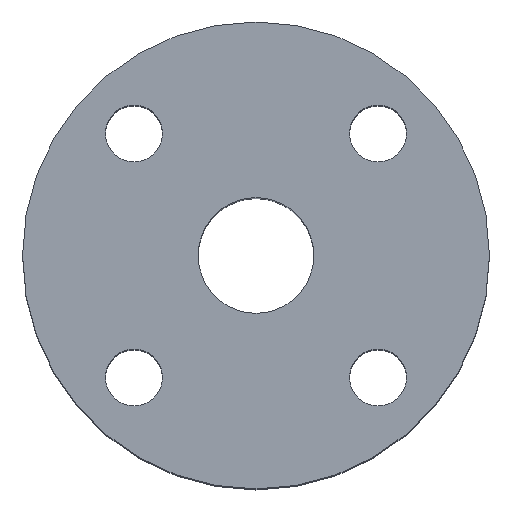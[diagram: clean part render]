
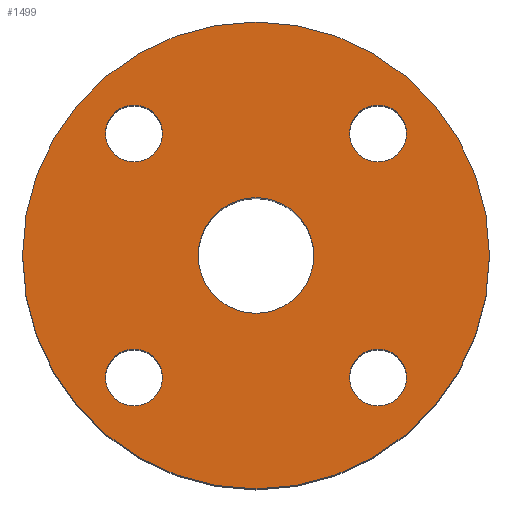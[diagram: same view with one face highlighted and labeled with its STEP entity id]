
A CAD part, top view. The second image highlights one B-rep face of the part: STEP entity #1499.
In plain terms, the highlighted planar face has unit normal (0, 0, 1).
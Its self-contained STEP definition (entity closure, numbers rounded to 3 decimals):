
#250 = AXIS2_PLACEMENT_3D ( 'NONE', #11243, #20600, #23749 ) ;
#507 = DIRECTION ( 'NONE',  ( 0., 0., 1. ) ) ;
#753 = ORIENTED_EDGE ( 'NONE', *, *, #8746, .F. ) ;
#1499 = ADVANCED_FACE ( 'NONE', ( #8837, #2216, #22722, #9439, #9140, #15937 ), #2067, .F. ) ;
#1514 = EDGE_CURVE ( 'NONE', #14140, #7062, #4080, .T. ) ;
#1673 = CIRCLE ( 'NONE', #10814, 7. ) ;
#1680 = ORIENTED_EDGE ( 'NONE', *, *, #23066, .F. ) ;
#1962 = CARTESIAN_POINT ( 'NONE',  ( 0., 0., 0. ) ) ;
#1971 = DIRECTION ( 'NONE',  ( 0., 0., 1. ) ) ;
#2022 = AXIS2_PLACEMENT_3D ( 'NONE', #28213, #11789, #18582 ) ;
#2067 = PLANE ( 'NONE',  #250 ) ;
#2162 = EDGE_LOOP ( 'NONE', ( #6391, #753 ) ) ;
#2216 = FACE_BOUND ( 'NONE', #24079, .T. ) ;
#2606 = VERTEX_POINT ( 'NONE', #14666 ) ;
#3186 = VERTEX_POINT ( 'NONE', #21977 ) ;
#3377 = DIRECTION ( 'NONE',  ( 0., 0., 1. ) ) ;
#4080 = CIRCLE ( 'NONE', #20950, 7. ) ;
#4262 = VERTEX_POINT ( 'NONE', #7027 ) ;
#4619 = EDGE_CURVE ( 'NONE', #3186, #22595, #14306, .T. ) ;
#4712 = ORIENTED_EDGE ( 'NONE', *, *, #5769, .F. ) ;
#4799 = DIRECTION ( 'NONE',  ( 0., 0., 1. ) ) ;
#5377 = CIRCLE ( 'NONE', #2022, 7. ) ;
#5561 = AXIS2_PLACEMENT_3D ( 'NONE', #1962, #4799, #6778 ) ;
#5685 = AXIS2_PLACEMENT_3D ( 'NONE', #17014, #7368, #11897 ) ;
#5769 = EDGE_CURVE ( 'NONE', #4262, #7248, #12038, .T. ) ;
#6328 = DIRECTION ( 'NONE',  ( 0., 0., 1. ) ) ;
#6391 = ORIENTED_EDGE ( 'NONE', *, *, #12581, .F. ) ;
#6529 = AXIS2_PLACEMENT_3D ( 'NONE', #16216, #20442, #23006 ) ;
#6539 = CARTESIAN_POINT ( 'NONE',  ( -30.052, 30.052, 0. ) ) ;
#6778 = DIRECTION ( 'NONE',  ( 1., 0., 0. ) ) ;
#6992 = CIRCLE ( 'NONE', #8932, 57.5 ) ;
#7027 = CARTESIAN_POINT ( 'NONE',  ( -37.052, 30.052, 0. ) ) ;
#7062 = VERTEX_POINT ( 'NONE', #24100 ) ;
#7135 = VERTEX_POINT ( 'NONE', #29348 ) ;
#7248 = VERTEX_POINT ( 'NONE', #18504 ) ;
#7368 = DIRECTION ( 'NONE',  ( 0., 0., 1. ) ) ;
#7749 = ORIENTED_EDGE ( 'NONE', *, *, #4619, .T. ) ;
#8462 = CIRCLE ( 'NONE', #5561, 14.25 ) ;
#8740 = CARTESIAN_POINT ( 'NONE',  ( -30.052, 30.052, 0. ) ) ;
#8746 = EDGE_CURVE ( 'NONE', #15144, #18173, #5377, .T. ) ;
#8837 = FACE_BOUND ( 'NONE', #24867, .T. ) ;
#8932 = AXIS2_PLACEMENT_3D ( 'NONE', #10021, #3377, #14847 ) ;
#9140 = FACE_BOUND ( 'NONE', #27181, .T. ) ;
#9169 = AXIS2_PLACEMENT_3D ( 'NONE', #8740, #1971, #26989 ) ;
#9439 = FACE_BOUND ( 'NONE', #2162, .T. ) ;
#9728 = CARTESIAN_POINT ( 'NONE',  ( -14.25, 0., 0. ) ) ;
#9848 = CARTESIAN_POINT ( 'NONE',  ( 37.052, 30.052, 0. ) ) ;
#10021 = CARTESIAN_POINT ( 'NONE',  ( 0., 0., 0. ) ) ;
#10266 = ORIENTED_EDGE ( 'NONE', *, *, #26434, .F. ) ;
#10814 = AXIS2_PLACEMENT_3D ( 'NONE', #18829, #11891, #12175 ) ;
#11243 = CARTESIAN_POINT ( 'NONE',  ( 0., 14.25, 0. ) ) ;
#11314 = CIRCLE ( 'NONE', #29096, 14.25 ) ;
#11533 = AXIS2_PLACEMENT_3D ( 'NONE', #19462, #19760, #19902 ) ;
#11789 = DIRECTION ( 'NONE',  ( 0., 0., 1. ) ) ;
#11891 = DIRECTION ( 'NONE',  ( 0., 0., 1. ) ) ;
#11897 = DIRECTION ( 'NONE',  ( 1., 0., 0. ) ) ;
#11950 = CARTESIAN_POINT ( 'NONE',  ( 0., 0., 0. ) ) ;
#12038 = CIRCLE ( 'NONE', #9169, 7. ) ;
#12175 = DIRECTION ( 'NONE',  ( 0., -1., 0. ) ) ;
#12335 = ORIENTED_EDGE ( 'NONE', *, *, #27516, .F. ) ;
#12581 = EDGE_CURVE ( 'NONE', #18173, #15144, #19660, .T. ) ;
#13870 = ORIENTED_EDGE ( 'NONE', *, *, #29007, .F. ) ;
#13927 = ORIENTED_EDGE ( 'NONE', *, *, #26573, .F. ) ;
#14140 = VERTEX_POINT ( 'NONE', #28797 ) ;
#14306 = CIRCLE ( 'NONE', #25885, 57.5 ) ;
#14666 = CARTESIAN_POINT ( 'NONE',  ( -37.052, -30.052, 0. ) ) ;
#14733 = EDGE_LOOP ( 'NONE', ( #7749, #28322 ) ) ;
#14847 = DIRECTION ( 'NONE',  ( 1., 0., 0. ) ) ;
#15144 = VERTEX_POINT ( 'NONE', #28800 ) ;
#15865 = EDGE_CURVE ( 'NONE', #7248, #4262, #27924, .T. ) ;
#15937 = FACE_OUTER_BOUND ( 'NONE', #14733, .T. ) ;
#15998 = ORIENTED_EDGE ( 'NONE', *, *, #15865, .F. ) ;
#16032 = DIRECTION ( 'NONE',  ( 0., 0., 1. ) ) ;
#16216 = CARTESIAN_POINT ( 'NONE',  ( -30.052, -30.052, 0. ) ) ;
#16394 = CARTESIAN_POINT ( 'NONE',  ( -57.5, 0., 0. ) ) ;
#17014 = CARTESIAN_POINT ( 'NONE',  ( 30.052, 30.052, 0. ) ) ;
#17483 = CARTESIAN_POINT ( 'NONE',  ( 0., 0., 0. ) ) ;
#17790 = CIRCLE ( 'NONE', #11533, 7. ) ;
#18087 = CIRCLE ( 'NONE', #6529, 7. ) ;
#18173 = VERTEX_POINT ( 'NONE', #9848 ) ;
#18504 = CARTESIAN_POINT ( 'NONE',  ( -23.052, 30.052, 0. ) ) ;
#18582 = DIRECTION ( 'NONE',  ( 1., 0., 0. ) ) ;
#18602 = DIRECTION ( 'NONE',  ( 1., 0., 0. ) ) ;
#18829 = CARTESIAN_POINT ( 'NONE',  ( 30.052, -30.052, 0. ) ) ;
#19218 = DIRECTION ( 'NONE',  ( 0., 0., 1. ) ) ;
#19462 = CARTESIAN_POINT ( 'NONE',  ( -30.052, -30.052, 0. ) ) ;
#19660 = CIRCLE ( 'NONE', #5685, 7. ) ;
#19733 = CARTESIAN_POINT ( 'NONE',  ( 14.25, 0., 0. ) ) ;
#19760 = DIRECTION ( 'NONE',  ( 0., 0., 1. ) ) ;
#19902 = DIRECTION ( 'NONE',  ( -1., 0., 0. ) ) ;
#20200 = DIRECTION ( 'NONE',  ( 1., 0., 0. ) ) ;
#20442 = DIRECTION ( 'NONE',  ( 0., 0., 1. ) ) ;
#20600 = DIRECTION ( 'NONE',  ( 0., 0., -1. ) ) ;
#20781 = VERTEX_POINT ( 'NONE', #9728 ) ;
#20950 = AXIS2_PLACEMENT_3D ( 'NONE', #28557, #19218, #21192 ) ;
#21192 = DIRECTION ( 'NONE',  ( 0., -1., 0. ) ) ;
#21739 = ORIENTED_EDGE ( 'NONE', *, *, #1514, .F. ) ;
#21977 = CARTESIAN_POINT ( 'NONE',  ( 57.5, 0., 0. ) ) ;
#22595 = VERTEX_POINT ( 'NONE', #16394 ) ;
#22627 = AXIS2_PLACEMENT_3D ( 'NONE', #6539, #16032, #24942 ) ;
#22722 = FACE_BOUND ( 'NONE', #28156, .T. ) ;
#23006 = DIRECTION ( 'NONE',  ( -1., 0., 0. ) ) ;
#23066 = EDGE_CURVE ( 'NONE', #2606, #7135, #17790, .T. ) ;
#23749 = DIRECTION ( 'NONE',  ( -1., 0., 0. ) ) ;
#24079 = EDGE_LOOP ( 'NONE', ( #12335, #1680 ) ) ;
#24100 = CARTESIAN_POINT ( 'NONE',  ( 37.052, -30.052, 0. ) ) ;
#24385 = VERTEX_POINT ( 'NONE', #19733 ) ;
#24867 = EDGE_LOOP ( 'NONE', ( #13927, #21739 ) ) ;
#24942 = DIRECTION ( 'NONE',  ( 0., 1., 0. ) ) ;
#25885 = AXIS2_PLACEMENT_3D ( 'NONE', #11950, #507, #18602 ) ;
#26434 = EDGE_CURVE ( 'NONE', #24385, #20781, #11314, .T. ) ;
#26573 = EDGE_CURVE ( 'NONE', #7062, #14140, #1673, .T. ) ;
#26989 = DIRECTION ( 'NONE',  ( 0., 1., 0. ) ) ;
#27181 = EDGE_LOOP ( 'NONE', ( #10266, #13870 ) ) ;
#27516 = EDGE_CURVE ( 'NONE', #7135, #2606, #18087, .T. ) ;
#27924 = CIRCLE ( 'NONE', #22627, 7. ) ;
#28156 = EDGE_LOOP ( 'NONE', ( #15998, #4712 ) ) ;
#28213 = CARTESIAN_POINT ( 'NONE',  ( 30.052, 30.052, 0. ) ) ;
#28322 = ORIENTED_EDGE ( 'NONE', *, *, #28388, .T. ) ;
#28388 = EDGE_CURVE ( 'NONE', #22595, #3186, #6992, .T. ) ;
#28557 = CARTESIAN_POINT ( 'NONE',  ( 30.052, -30.052, 0. ) ) ;
#28797 = CARTESIAN_POINT ( 'NONE',  ( 23.052, -30.052, 0. ) ) ;
#28800 = CARTESIAN_POINT ( 'NONE',  ( 23.052, 30.052, 0. ) ) ;
#29007 = EDGE_CURVE ( 'NONE', #20781, #24385, #8462, .T. ) ;
#29096 = AXIS2_PLACEMENT_3D ( 'NONE', #17483, #6328, #20200 ) ;
#29348 = CARTESIAN_POINT ( 'NONE',  ( -23.052, -30.052, 0. ) ) ;
